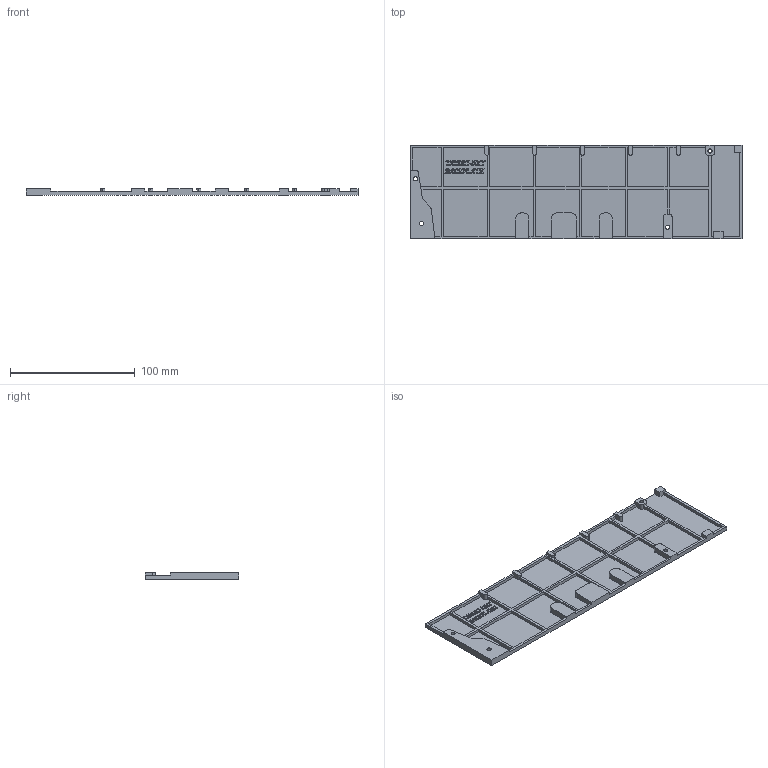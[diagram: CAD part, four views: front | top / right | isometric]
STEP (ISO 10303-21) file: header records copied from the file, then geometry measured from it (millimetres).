
FILE_DESCRIPTION(/* description */ (''),/* implementation_level */ '2;1');
FILE_NAME(/* name */ 'Tanuki_Ext_Oled_Backplate.step.step',/* time_stamp */ '2023-05-30T20:40:53+02:00',/* author */ (''),/* organization */ (''),/* preprocessor_version */ 'ST-DEVELOPER v19',/* originating_system */ 'Autodesk Translation Framework v11.7.0.108',/* authorisation */ '');
FILE_SCHEMA (('AUTOMOTIVE_DESIGN { 1 0 10303 214 3 1 1 }'));
Length unit declared in the file: millimetre
Products named in the file (1): Case_PCB
Bounding box: 265.96 x 75.21 x 5.5 mm (x, y, z)
Volume: 34479.1 mm3; surface area: 49078.2 mm2
Topology: 1 solids, 1 shells, 816 faces, 2356 edges, 1559 vertices
Faces by surface type: plane 721, bspline 64, cylinder 27, cone 4
Full cylindrical faces by diameter (mm): 3.3 x4
Entity records: 26488 total; most frequent: CARTESIAN_POINT 5378, ORIENTED_EDGE 4712, DIRECTION 3796, EDGE_CURVE 2356, LINE 2166, VECTOR 2166, VERTEX_POINT 1559, EDGE_LOOP 846
